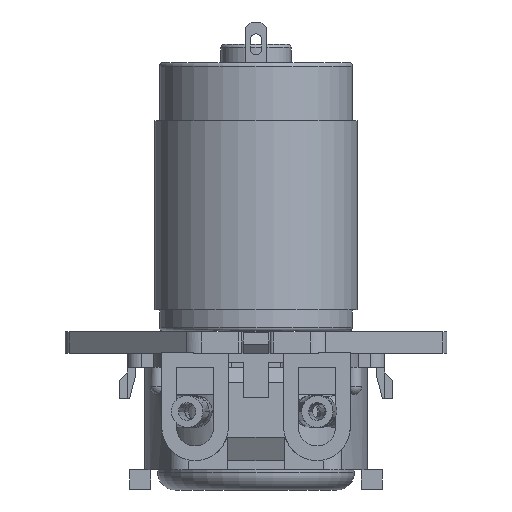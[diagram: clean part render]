
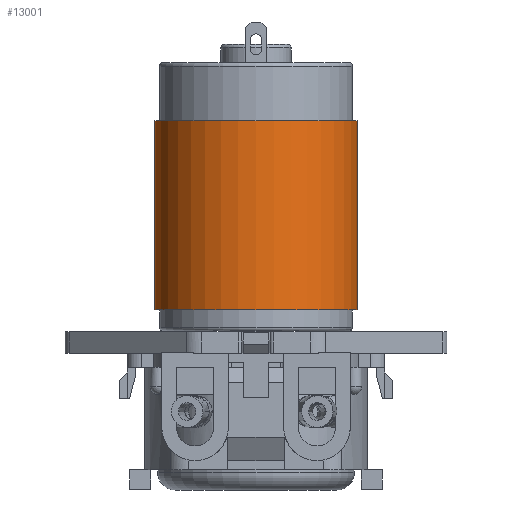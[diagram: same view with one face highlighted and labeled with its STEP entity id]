
A CAD part, front view. The second image highlights one B-rep face of the part: STEP entity #13001.
In plain terms, the highlighted cylindrical face has radius 14.45 mm (diameter 28.9 mm), a partial arc.
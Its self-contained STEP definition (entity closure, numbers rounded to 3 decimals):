
#298 = VECTOR ( 'NONE', #7549, 1000. ) ;
#2780 = VERTEX_POINT ( 'NONE', #4685 ) ;
#3294 = EDGE_LOOP ( 'NONE', ( #12013, #7286, #18673, #25253 ) ) ;
#3984 = CYLINDRICAL_SURFACE ( 'NONE', #23679, 14.45 ) ;
#4685 = CARTESIAN_POINT ( 'NONE',  ( -21.641, 19.028, 459.447 ) ) ;
#6992 = EDGE_CURVE ( 'NONE', #35399, #15676, #18863, .T. ) ;
#7286 = ORIENTED_EDGE ( 'NONE', *, *, #31453, .T. ) ;
#7549 = DIRECTION ( 'NONE',  ( 0., 0., -1. ) ) ;
#7739 = CARTESIAN_POINT ( 'NONE',  ( 7.259, 19.028, 403.649 ) ) ;
#7802 = CARTESIAN_POINT ( 'NONE',  ( -21.641, 19.028, 403.649 ) ) ;
#7986 = LINE ( 'NONE', #7802, #23815 ) ;
#9201 = FACE_OUTER_BOUND ( 'NONE', #3294, .T. ) ;
#9360 = DIRECTION ( 'NONE',  ( 0., 0., -1. ) ) ;
#10766 = CARTESIAN_POINT ( 'NONE',  ( 7.259, 19.028, 459.447 ) ) ;
#12013 = ORIENTED_EDGE ( 'NONE', *, *, #6992, .F. ) ;
#12148 = CARTESIAN_POINT ( 'NONE',  ( -7.191, 19.028, 432.447 ) ) ;
#13001 = ADVANCED_FACE ( 'NONE', ( #9201 ), #3984, .T. ) ;
#13824 = CARTESIAN_POINT ( 'NONE',  ( -21.641, 19.028, 432.447 ) ) ;
#14163 = AXIS2_PLACEMENT_3D ( 'NONE', #12148, #9360, #18439 ) ;
#14400 = VERTEX_POINT ( 'NONE', #13824 ) ;
#14834 = CIRCLE ( 'NONE', #17775, 14.45 ) ;
#15676 = VERTEX_POINT ( 'NONE', #28217 ) ;
#17562 = DIRECTION ( 'NONE',  ( 0., 0., -1. ) ) ;
#17775 = AXIS2_PLACEMENT_3D ( 'NONE', #31632, #34037, #33849 ) ;
#18439 = DIRECTION ( 'NONE',  ( -1., 0., 0. ) ) ;
#18673 = ORIENTED_EDGE ( 'NONE', *, *, #24052, .T. ) ;
#18863 = LINE ( 'NONE', #7739, #298 ) ;
#20522 = DIRECTION ( 'NONE',  ( -1., 0., 0. ) ) ;
#23064 = CIRCLE ( 'NONE', #14163, 14.45 ) ;
#23679 = AXIS2_PLACEMENT_3D ( 'NONE', #29580, #17562, #20522 ) ;
#23815 = VECTOR ( 'NONE', #25238, 1000. ) ;
#24052 = EDGE_CURVE ( 'NONE', #2780, #14400, #7986, .T. ) ;
#25238 = DIRECTION ( 'NONE',  ( 0., 0., -1. ) ) ;
#25253 = ORIENTED_EDGE ( 'NONE', *, *, #34737, .F. ) ;
#28217 = CARTESIAN_POINT ( 'NONE',  ( 7.259, 19.028, 432.447 ) ) ;
#29580 = CARTESIAN_POINT ( 'NONE',  ( -7.191, 19.028, 403.649 ) ) ;
#31453 = EDGE_CURVE ( 'NONE', #35399, #2780, #14834, .T. ) ;
#31632 = CARTESIAN_POINT ( 'NONE',  ( -7.191, 19.028, 459.447 ) ) ;
#33849 = DIRECTION ( 'NONE',  ( -1., 0., 0. ) ) ;
#34037 = DIRECTION ( 'NONE',  ( 0., 0., -1. ) ) ;
#34737 = EDGE_CURVE ( 'NONE', #15676, #14400, #23064, .T. ) ;
#35399 = VERTEX_POINT ( 'NONE', #10766 ) ;
